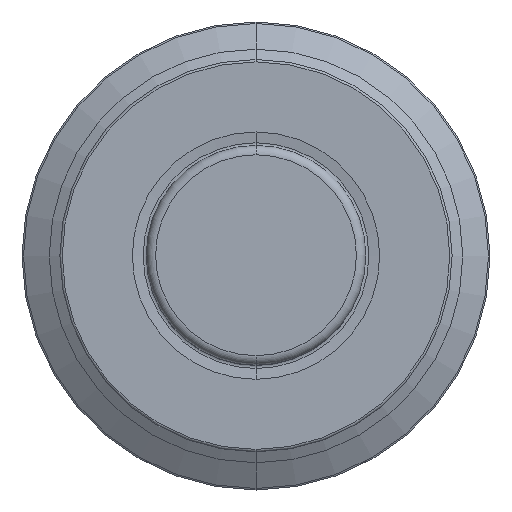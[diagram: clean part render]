
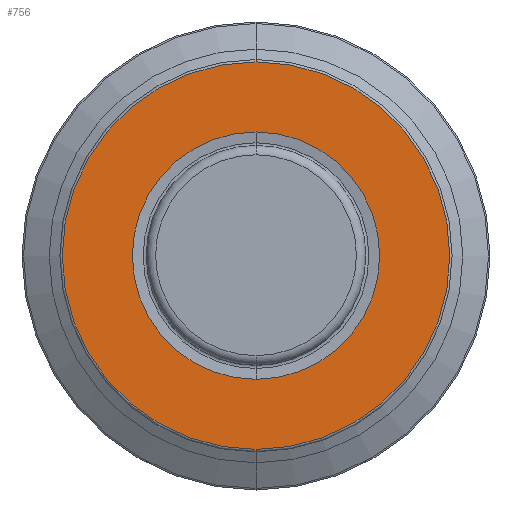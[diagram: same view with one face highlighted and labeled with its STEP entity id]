
A CAD part, top view. The second image highlights one B-rep face of the part: STEP entity #756.
In plain terms, the highlighted face is planar.
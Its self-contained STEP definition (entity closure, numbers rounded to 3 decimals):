
#295=CARTESIAN_POINT('',(0.,0.,0.));
#296=DIRECTION('',(0.,0.,-1.));
#297=DIRECTION('',(0.,1.,0.));
#298=AXIS2_PLACEMENT_3D('',#295,#296,#297);
#303=CARTESIAN_POINT('',(0.,0.,0.));
#304=DIRECTION('',(0.,0.,1.));
#305=DIRECTION('',(0.,1.,0.));
#306=AXIS2_PLACEMENT_3D('',#303,#304,#305);
#327=CARTESIAN_POINT('',(0.,0.,0.));
#328=DIRECTION('',(0.,0.,1.));
#329=DIRECTION('',(0.,1.,0.));
#330=AXIS2_PLACEMENT_3D('',#327,#328,#329);
#335=CARTESIAN_POINT('',(0.,0.,0.));
#336=DIRECTION('',(0.,0.,-1.));
#337=DIRECTION('',(0.,1.,0.));
#338=AXIS2_PLACEMENT_3D('',#335,#336,#337);
#439=CARTESIAN_POINT('',(0.,15.765,0.));
#440=VERTEX_POINT('',#439);
#441=CARTESIAN_POINT('',(0.,24.7,0.));
#443=VERTEX_POINT('',#441);
#467=CARTESIAN_POINT('',(0.,-15.765,0.));
#468=VERTEX_POINT('',#467);
#469=CARTESIAN_POINT('',(0.,-24.7,0.));
#471=VERTEX_POINT('',#469);
#741=CARTESIAN_POINT('',(0.,0.,0.));
#742=DIRECTION('',(0.,0.,-1.));
#743=DIRECTION('',(0.,-1.,0.));
#744=AXIS2_PLACEMENT_3D('',#741,#742,#743);
#745=PLANE('',#744);
#747=ORIENTED_EDGE('',*,*,#746,.T.);
#749=ORIENTED_EDGE('',*,*,#748,.F.);
#750=EDGE_LOOP('',(#747,#749));
#751=FACE_OUTER_BOUND('',#750,.F.);
#752=ORIENTED_EDGE('',*,*,#736,.T.);
#753=ORIENTED_EDGE('',*,*,#720,.F.);
#754=EDGE_LOOP('',(#752,#753));
#755=FACE_BOUND('',#754,.F.);
#756=ADVANCED_FACE('',(#751,#755),#745,.T.);
#299=CIRCLE('',#298,15.765);
#307=CIRCLE('',#306,15.765);
#331=CIRCLE('',#330,24.7);
#339=CIRCLE('',#338,24.7);
#720=EDGE_CURVE('',#440,#468,#307,.T.);
#736=EDGE_CURVE('',#440,#468,#299,.T.);
#746=EDGE_CURVE('',#443,#471,#331,.T.);
#748=EDGE_CURVE('',#443,#471,#339,.T.);
